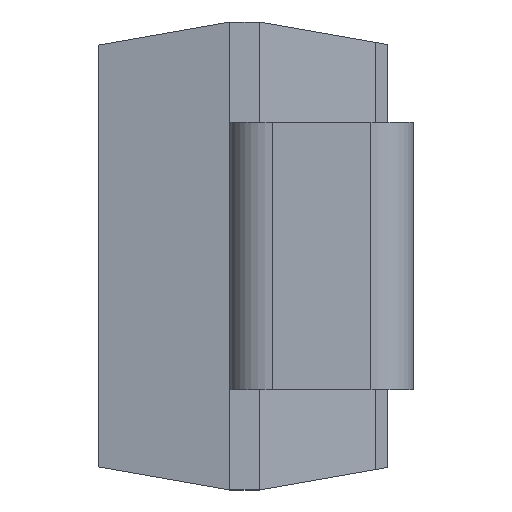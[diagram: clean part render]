
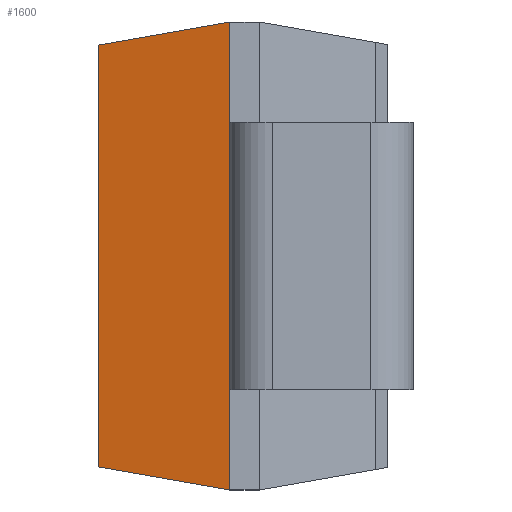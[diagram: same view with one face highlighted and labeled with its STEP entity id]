
A CAD part, left-side view. The second image highlights one B-rep face of the part: STEP entity #1600.
In plain terms, the highlighted planar face has unit normal (-0.985, 0.174, 0).
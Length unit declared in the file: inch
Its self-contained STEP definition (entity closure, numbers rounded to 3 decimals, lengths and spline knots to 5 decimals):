
#48 = DIRECTION ( 'NONE',  ( 0., 0., 1. ) ) ;
#68 = VERTEX_POINT ( 'NONE', #805 ) ;
#97 = AXIS2_PLACEMENT_3D ( 'NONE', #1020, #1398, #637 ) ;
#155 = VECTOR ( 'NONE', #48, 39.37008 ) ;
#189 = VECTOR ( 'NONE', #543, 39.37008 ) ;
#226 = CARTESIAN_POINT ( 'NONE',  ( -0.085, 0.0045, -0.07125 ) ) ;
#267 = EDGE_CURVE ( 'NONE', #1372, #1370, #659, .T. ) ;
#412 = CARTESIAN_POINT ( 'NONE',  ( -0.07795, 0.0445, 0.0642 ) ) ;
#543 = DIRECTION ( 'NONE',  ( -0.171, -0.97, -0.171 ) ) ;
#608 = ORIENTED_EDGE ( 'NONE', *, *, #890, .F. ) ;
#612 = LINE ( 'NONE', #1547, #1188 ) ;
#632 = EDGE_CURVE ( 'NONE', #1363, #68, #612, .T. ) ;
#637 = DIRECTION ( 'NONE',  ( -0.174, -0.985, 0. ) ) ;
#650 = VECTOR ( 'NONE', #727, 39.37008 ) ;
#659 = LINE ( 'NONE', #1612, #155 ) ;
#721 = EDGE_CURVE ( 'NONE', #1372, #1363, #1486, .T. ) ;
#727 = DIRECTION ( 'NONE',  ( -0.171, -0.97, 0.171 ) ) ;
#789 = CARTESIAN_POINT ( 'NONE',  ( -0.07795, 0.0445, -0.0642 ) ) ;
#799 = DIRECTION ( 'NONE',  ( 0., 0., 1. ) ) ;
#805 = CARTESIAN_POINT ( 'NONE',  ( -0.085, 0.0045, 0.07125 ) ) ;
#890 = EDGE_CURVE ( 'NONE', #1370, #68, #1334, .T. ) ;
#933 = CARTESIAN_POINT ( 'NONE',  ( -0.085, 0.0045, -0.07125 ) ) ;
#975 = EDGE_LOOP ( 'NONE', ( #1173, #608, #1571, #997 ) ) ;
#997 = ORIENTED_EDGE ( 'NONE', *, *, #721, .T. ) ;
#1020 = CARTESIAN_POINT ( 'NONE',  ( -0.085, 0.0045, -0.07125 ) ) ;
#1023 = FACE_OUTER_BOUND ( 'NONE', #975, .T. ) ;
#1173 = ORIENTED_EDGE ( 'NONE', *, *, #632, .T. ) ;
#1188 = VECTOR ( 'NONE', #799, 39.37008 ) ;
#1334 = LINE ( 'NONE', #1358, #650 ) ;
#1358 = CARTESIAN_POINT ( 'NONE',  ( -0.085, 0.0045, 0.07125 ) ) ;
#1363 = VERTEX_POINT ( 'NONE', #226 ) ;
#1370 = VERTEX_POINT ( 'NONE', #412 ) ;
#1372 = VERTEX_POINT ( 'NONE', #789 ) ;
#1398 = DIRECTION ( 'NONE',  ( -0.985, 0.174, 0. ) ) ;
#1401 = PLANE ( 'NONE',  #97 ) ;
#1486 = LINE ( 'NONE', #933, #189 ) ;
#1547 = CARTESIAN_POINT ( 'NONE',  ( -0.085, 0.0045, 0.07125 ) ) ;
#1571 = ORIENTED_EDGE ( 'NONE', *, *, #267, .F. ) ;
#1600 = ADVANCED_FACE ( 'NONE', ( #1023 ), #1401, .T. ) ;
#1612 = CARTESIAN_POINT ( 'NONE',  ( -0.07795, 0.0445, -0.07125 ) ) ;
